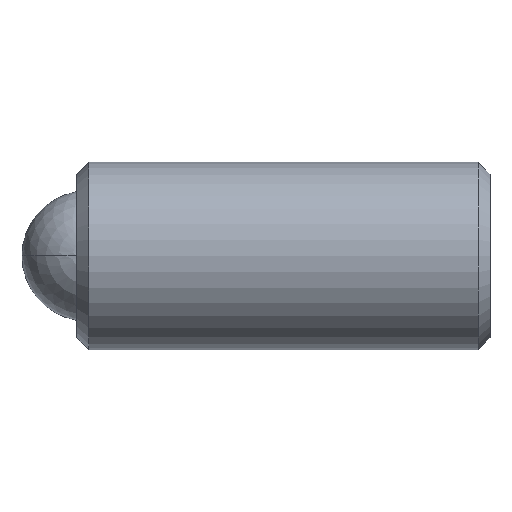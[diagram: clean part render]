
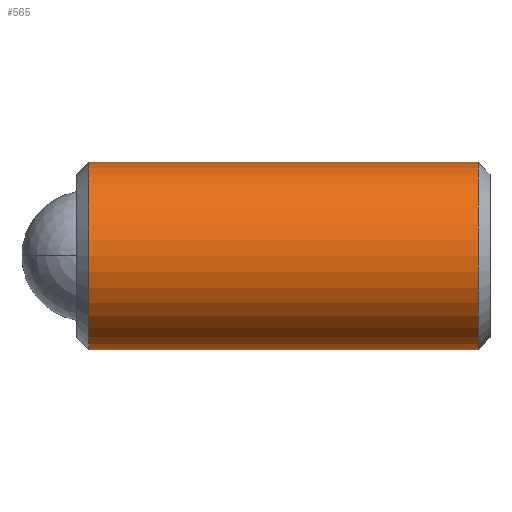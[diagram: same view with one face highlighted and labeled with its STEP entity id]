
A CAD part, top view. The second image highlights one B-rep face of the part: STEP entity #565.
In plain terms, the highlighted cylindrical face has radius 2 mm (diameter 4 mm), a partial arc.
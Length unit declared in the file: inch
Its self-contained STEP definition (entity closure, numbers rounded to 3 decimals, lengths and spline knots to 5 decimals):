
#179 = LINE ( 'NONE', #2024, #1868 ) ;
#181 = VERTEX_POINT ( 'NONE', #1448 ) ;
#199 = AXIS2_PLACEMENT_3D ( 'NONE', #647, #993, #1784 ) ;
#345 = EDGE_LOOP ( 'NONE', ( #910, #1254, #427, #1340 ) ) ;
#370 = EDGE_CURVE ( 'NONE', #1261, #1042, #979, .T. ) ;
#407 = DIRECTION ( 'NONE',  ( -1., 0., 0. ) ) ;
#427 = ORIENTED_EDGE ( 'NONE', *, *, #370, .T. ) ;
#548 = AXIS2_PLACEMENT_3D ( 'NONE', #2035, #568, #930 ) ;
#565 = ADVANCED_FACE ( 'NONE', ( #1185 ), #699, .T. ) ;
#568 = DIRECTION ( 'NONE',  ( 1., 0., 0. ) ) ;
#589 = CARTESIAN_POINT ( 'NONE',  ( -1.84035, 0.2286, 0.84761 ) ) ;
#647 = CARTESIAN_POINT ( 'NONE',  ( -2.09202, 0.30734, 0.84761 ) ) ;
#699 = CYLINDRICAL_SURFACE ( 'NONE', #199, 0.07874 ) ;
#715 = DIRECTION ( 'NONE',  ( 0., -1., 0. ) ) ;
#848 = EDGE_CURVE ( 'NONE', #1932, #1042, #179, .T. ) ;
#888 = CARTESIAN_POINT ( 'NONE',  ( -1.84035, 0.30734, 0.84761 ) ) ;
#908 = DIRECTION ( 'NONE',  ( -1., 0., 0. ) ) ;
#910 = ORIENTED_EDGE ( 'NONE', *, *, #1782, .T. ) ;
#916 = CARTESIAN_POINT ( 'NONE',  ( -2.09202, 0.38608, 0.84761 ) ) ;
#930 = DIRECTION ( 'NONE',  ( 0., 1., 0. ) ) ;
#970 = CARTESIAN_POINT ( 'NONE',  ( -2.16805, 0.2286, 0.84761 ) ) ;
#979 = CIRCLE ( 'NONE', #548, 0.07874 ) ;
#993 = DIRECTION ( 'NONE',  ( -1., 0., 0. ) ) ;
#1042 = VERTEX_POINT ( 'NONE', #970 ) ;
#1185 = FACE_OUTER_BOUND ( 'NONE', #345, .T. ) ;
#1254 = ORIENTED_EDGE ( 'NONE', *, *, #1391, .T. ) ;
#1256 = VECTOR ( 'NONE', #908, 39.37008 ) ;
#1261 = VERTEX_POINT ( 'NONE', #1830 ) ;
#1340 = ORIENTED_EDGE ( 'NONE', *, *, #848, .F. ) ;
#1358 = DIRECTION ( 'NONE',  ( -1., 0., 0. ) ) ;
#1391 = EDGE_CURVE ( 'NONE', #181, #1261, #1674, .T. ) ;
#1448 = CARTESIAN_POINT ( 'NONE',  ( -1.84035, 0.38608, 0.84761 ) ) ;
#1674 = LINE ( 'NONE', #916, #1256 ) ;
#1782 = EDGE_CURVE ( 'NONE', #1932, #181, #1902, .T. ) ;
#1784 = DIRECTION ( 'NONE',  ( 0., -1., 0. ) ) ;
#1830 = CARTESIAN_POINT ( 'NONE',  ( -2.16805, 0.38608, 0.84761 ) ) ;
#1835 = AXIS2_PLACEMENT_3D ( 'NONE', #888, #1358, #715 ) ;
#1868 = VECTOR ( 'NONE', #407, 39.37008 ) ;
#1902 = CIRCLE ( 'NONE', #1835, 0.07874 ) ;
#1932 = VERTEX_POINT ( 'NONE', #589 ) ;
#2024 = CARTESIAN_POINT ( 'NONE',  ( -2.09202, 0.2286, 0.84761 ) ) ;
#2035 = CARTESIAN_POINT ( 'NONE',  ( -2.16805, 0.30734, 0.84761 ) ) ;
